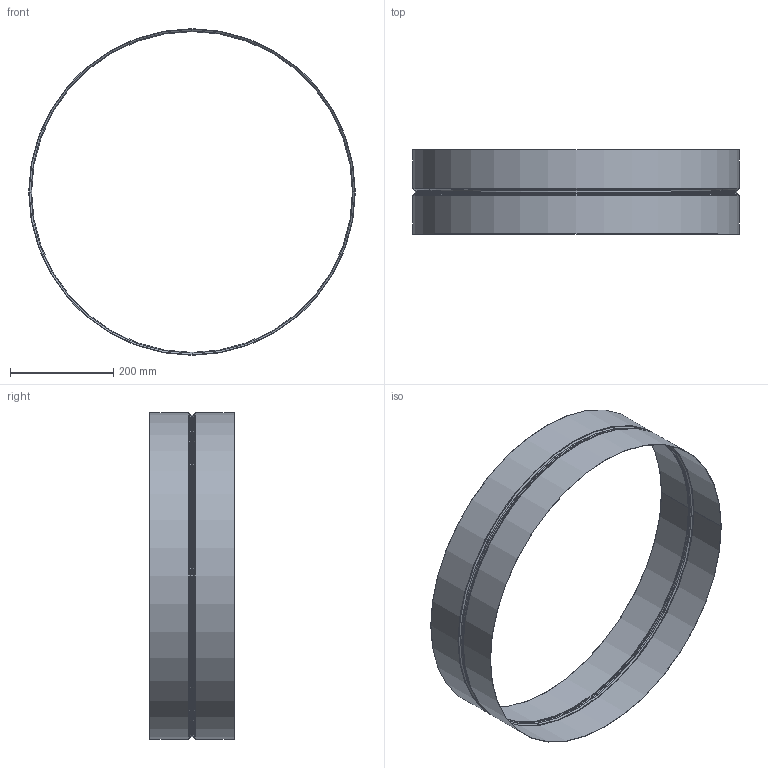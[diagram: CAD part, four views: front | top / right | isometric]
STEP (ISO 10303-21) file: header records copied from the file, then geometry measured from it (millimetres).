
FILE_DESCRIPTION((''),'2;1');
FILE_NAME('HM-630.stp','2014-02-20T08:08:10',(''),(''),'Autodesk Inventor 2013','Autodesk Inventor 2013','');
FILE_SCHEMA(('AUTOMOTIVE_DESIGN { 1 2 10303 214 0 1 1 1 }'));
Length unit declared in the file: millimetre
Products named in the file (1): HM-630
Bounding box: 631.6 x 163 x 631.6 mm (x, y, z)
Volume: 165995.2 mm3; surface area: 666131.1 mm2
Topology: 1 solids, 1 shells, 38 faces, 76 edges, 40 vertices
Faces by surface type: plane 20, torus 8, cylinder 6, cone 4
Full cylindrical faces by diameter (mm): 620.6 x1, 621.6 x1, 630.6 x2, 631.6 x2
Entity records: 1031 total; most frequent: DIRECTION 190, CARTESIAN_POINT 155, ORIENTED_EDGE 152, EDGE_CURVE 76, AXIS2_PLACEMENT_3D 75, VERTEX_POINT 40, VECTOR 40, LINE 40
